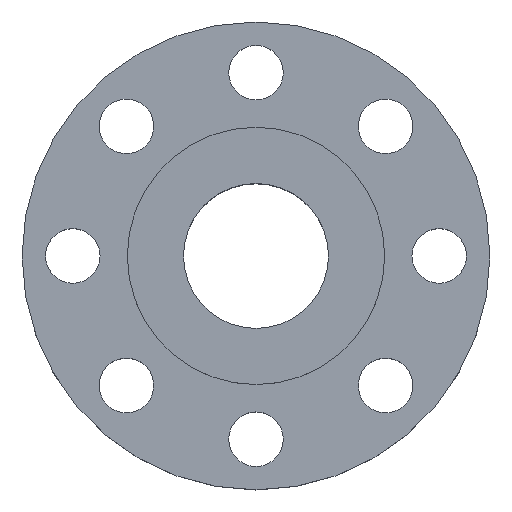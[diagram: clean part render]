
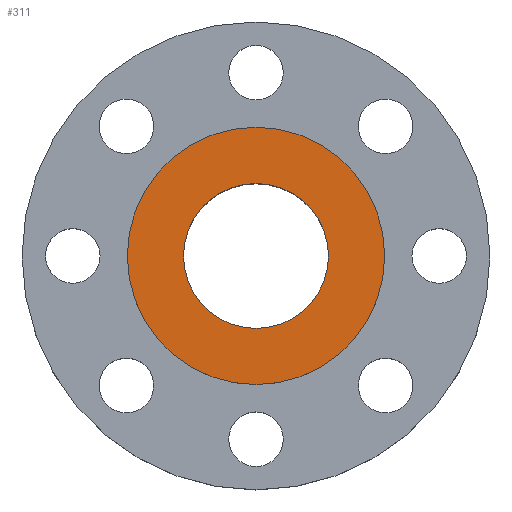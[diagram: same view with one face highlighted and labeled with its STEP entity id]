
A CAD part, top view. The second image highlights one B-rep face of the part: STEP entity #311.
In plain terms, the highlighted planar face has unit normal (0, 0, 1).
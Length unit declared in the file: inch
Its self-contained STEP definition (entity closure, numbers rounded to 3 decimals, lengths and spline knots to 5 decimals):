
#17 = CIRCLE ( 'NONE', #209, 2.0625 ) ;
#27 = FACE_BOUND ( 'NONE', #950, .T. ) ;
#54 = CARTESIAN_POINT ( 'NONE',  ( -1.1615, 0., 0. ) ) ;
#61 = EDGE_CURVE ( 'NONE', #350, #112, #482, .T. ) ;
#74 = CIRCLE ( 'NONE', #1059, 1.1615 ) ;
#112 = VERTEX_POINT ( 'NONE', #54 ) ;
#118 = FACE_OUTER_BOUND ( 'NONE', #1049, .T. ) ;
#135 = CARTESIAN_POINT ( 'NONE',  ( 0., 0., 0. ) ) ;
#167 = ORIENTED_EDGE ( 'NONE', *, *, #61, .F. ) ;
#209 = AXIS2_PLACEMENT_3D ( 'NONE', #436, #864, #337 ) ;
#272 = DIRECTION ( 'NONE',  ( 1., 0., 0. ) ) ;
#301 = DIRECTION ( 'NONE',  ( 0., 0., -1. ) ) ;
#311 = ADVANCED_FACE ( 'NONE', ( #27, #118 ), #380, .F. ) ;
#337 = DIRECTION ( 'NONE',  ( 1., 0., 0. ) ) ;
#350 = VERTEX_POINT ( 'NONE', #811 ) ;
#373 = AXIS2_PLACEMENT_3D ( 'NONE', #1080, #301, #1013 ) ;
#380 = PLANE ( 'NONE',  #373 ) ;
#436 = CARTESIAN_POINT ( 'NONE',  ( 0., 0., 0. ) ) ;
#464 = CIRCLE ( 'NONE', #1040, 2.0625 ) ;
#482 = CIRCLE ( 'NONE', #620, 1.1615 ) ;
#519 = CARTESIAN_POINT ( 'NONE',  ( 0., 0., 0. ) ) ;
#553 = ORIENTED_EDGE ( 'NONE', *, *, #956, .T. ) ;
#588 = ORIENTED_EDGE ( 'NONE', *, *, #949, .T. ) ;
#590 = CARTESIAN_POINT ( 'NONE',  ( 2.0625, 0., 0. ) ) ;
#620 = AXIS2_PLACEMENT_3D ( 'NONE', #135, #1116, #669 ) ;
#669 = DIRECTION ( 'NONE',  ( 1., 0., 0. ) ) ;
#698 = DIRECTION ( 'NONE',  ( 0., 0., 1. ) ) ;
#709 = CARTESIAN_POINT ( 'NONE',  ( -2.0625, 0., 0. ) ) ;
#790 = CARTESIAN_POINT ( 'NONE',  ( 0., 0., 0. ) ) ;
#793 = ORIENTED_EDGE ( 'NONE', *, *, #1029, .F. ) ;
#811 = CARTESIAN_POINT ( 'NONE',  ( 1.1615, 0., 0. ) ) ;
#832 = VERTEX_POINT ( 'NONE', #590 ) ;
#864 = DIRECTION ( 'NONE',  ( 0., 0., 1. ) ) ;
#892 = DIRECTION ( 'NONE',  ( 0., 0., 1. ) ) ;
#949 = EDGE_CURVE ( 'NONE', #1021, #832, #17, .T. ) ;
#950 = EDGE_LOOP ( 'NONE', ( #167, #793 ) ) ;
#956 = EDGE_CURVE ( 'NONE', #832, #1021, #464, .T. ) ;
#976 = DIRECTION ( 'NONE',  ( 1., 0., 0. ) ) ;
#1013 = DIRECTION ( 'NONE',  ( -1., 0., 0. ) ) ;
#1021 = VERTEX_POINT ( 'NONE', #709 ) ;
#1029 = EDGE_CURVE ( 'NONE', #112, #350, #74, .T. ) ;
#1040 = AXIS2_PLACEMENT_3D ( 'NONE', #519, #892, #272 ) ;
#1049 = EDGE_LOOP ( 'NONE', ( #553, #588 ) ) ;
#1059 = AXIS2_PLACEMENT_3D ( 'NONE', #790, #698, #976 ) ;
#1080 = CARTESIAN_POINT ( 'NONE',  ( 0., 1.1615, 0. ) ) ;
#1116 = DIRECTION ( 'NONE',  ( 0., 0., 1. ) ) ;
